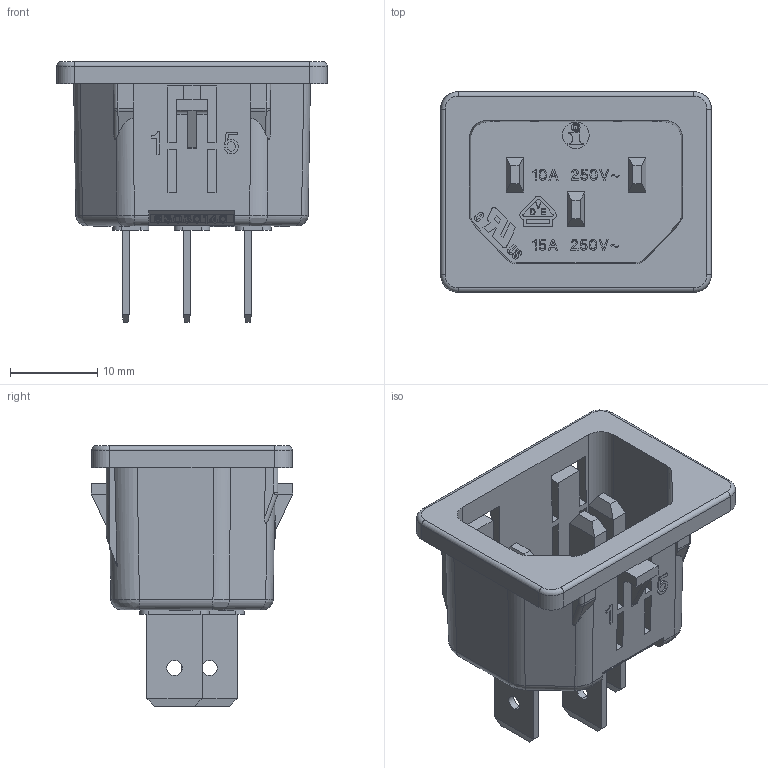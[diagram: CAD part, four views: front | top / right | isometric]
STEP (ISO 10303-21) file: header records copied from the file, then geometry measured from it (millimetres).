
FILE_DESCRIPTION(('Creo Elements/Direct Modeling STEP Export'),'2;1');
FILE_NAME('83030140_R6_C14_Snap-In_1.5mm_QD_10-13-16.stp','2016-10-13T11:35:45',(''),(''),'PTC Creo Elements/Direct Modeling STEP processor for AP214 (Solid Model)','PTC Creo Elements/Direct Modeling 19.0D 23-Nov-2015 (C) Parametric Technology GmbH','');
FILE_SCHEMA(('AUTOMOTIVE_DESIGN { 1 0 10303 214 1 1 1 1 }'));
Length unit declared in the file: millimetre
Products named in the file (6): C14_Snap-in_BODY_1.5mm_R6_10-13-16; 55030530_R3_Contact_QD_GND_1-18-16; Contacts_Measured_L-N_QD; Contacts_C14-C16_QD_Assy; Part-Number-Insert_83030140; 83030140_R6_C14_Snap-in_QD_1.5mm_10-13-16
Assembly tree (6 placements, depth 3):
  83030140_R6_C14_Snap-in_QD_1.5mm_10-13-16
    Part-Number-Insert_83030140
    Contacts_C14-C16_QD_Assy
      Contacts_Measured_L-N_QD  x2
      55030530_R3_Contact_QD_GND_1-18-16
    C14_Snap-in_BODY_1.5mm_R6_10-13-16
Bounding box: 31 x 23.08 x 29.83 mm (x, y, z)
Volume: 3756.4 mm3; surface area: 5412.6 mm2
Topology: 5 solids, 5 shells, 1694 faces, 4773 edges, 3168 vertices
Faces by surface type: plane 1530, cylinder 119, extrusion 29, bspline 12, torus 4
Entity records: 56093 total; most frequent: CARTESIAN_POINT 12900, ORIENTED_EDGE 9424, DIRECTION 7982, EDGE_CURVE 4712, VECTOR 4372, LINE 4343, VERTEX_POINT 3130, AXIS2_PLACEMENT_3D 1805
